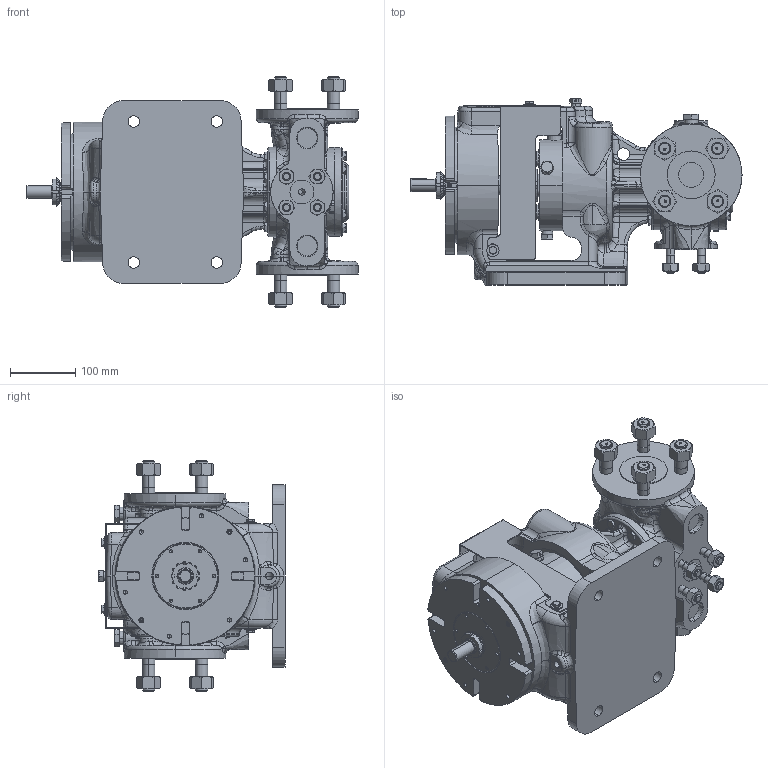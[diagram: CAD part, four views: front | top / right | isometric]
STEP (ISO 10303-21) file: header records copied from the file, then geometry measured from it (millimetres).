
FILE_DESCRIPTION (( 'STEP AP214' ), '1' );
FILE_NAME ('HV-3960.STEP', '2017-01-19T13:56:24', ( '' ), ( '' ), 'SwSTEP 2.0', 'SolidWorks 2016', '' );
FILE_SCHEMA (( 'AUTOMOTIVE_DESIGN' ));
Length unit declared in the file: inch
Products named in the file (2): HV-3960
Bounding box: 507.75 x 284.58 x 352.55 mm (x, y, z)
Volume: 12638132.7 mm3; surface area: 872232.1 mm2
Topology: 1 solids, 5 shells, 3379 faces, 8202 edges, 4978 vertices
Faces by surface type: plane 1184, bspline 800, cone 667, cylinder 632, torus 85, sphere 11
Entity records: 180646 total; most frequent: CARTESIAN_POINT 82626, ORIENTED_EDGE 16296, DIRECTION 12714, EDGE_CURVE 8148, VERTEX_POINT 4978, AXIS2_PLACEMENT_3D 4957, EDGE_LOOP 3630, ADVANCED_FACE 3379
